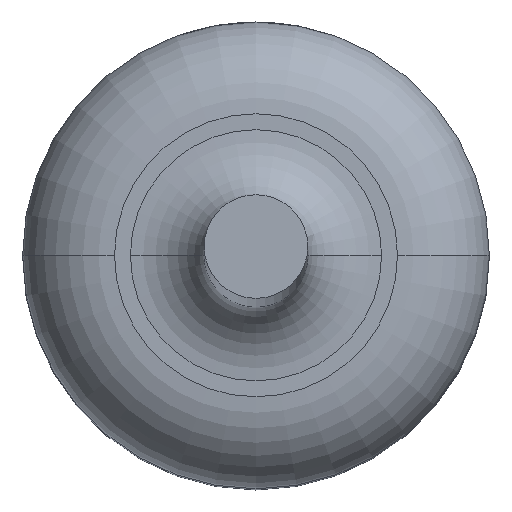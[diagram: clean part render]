
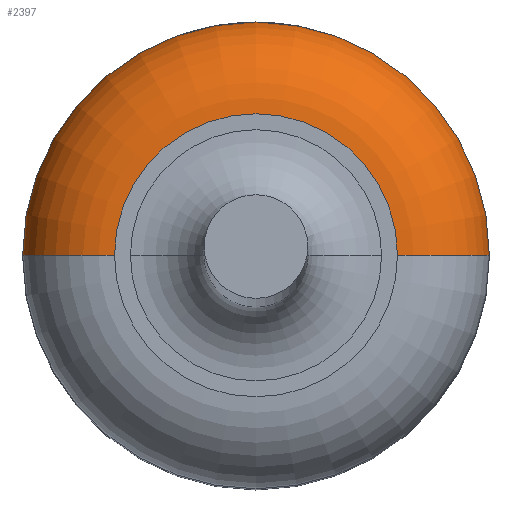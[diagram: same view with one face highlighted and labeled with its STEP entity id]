
A CAD part, top view. The second image highlights one B-rep face of the part: STEP entity #2397.
In plain terms, the highlighted toroidal (fillet/blend) face has major radius 0.731 mm and minor radius 0.474 mm.
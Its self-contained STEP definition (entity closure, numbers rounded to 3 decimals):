
#153 = CARTESIAN_POINT ( 'NONE',  ( -0.731, 0., 2.16 ) ) ;
#233 = ORIENTED_EDGE ( 'NONE', *, *, #539, .F. ) ;
#326 = CARTESIAN_POINT ( 'NONE',  ( -0.731, 0., 1.686 ) ) ;
#515 = VERTEX_POINT ( 'NONE', #2849 ) ;
#539 = EDGE_CURVE ( 'NONE', #515, #1285, #2855, .T. ) ;
#555 = DIRECTION ( 'NONE',  ( 0., -1., 0. ) ) ;
#709 = CARTESIAN_POINT ( 'NONE',  ( 0., 0., 2.16 ) ) ;
#754 = CIRCLE ( 'NONE', #1917, 0.474 ) ;
#784 = ORIENTED_EDGE ( 'NONE', *, *, #1304, .F. ) ;
#794 = CARTESIAN_POINT ( 'NONE',  ( 0.731, 0., 1.686 ) ) ;
#814 = DIRECTION ( 'NONE',  ( 0., 0., -1. ) ) ;
#830 = DIRECTION ( 'NONE',  ( 0., 0., 1. ) ) ;
#877 = DIRECTION ( 'NONE',  ( 0., 1., 0. ) ) ;
#1089 = EDGE_CURVE ( 'NONE', #3377, #1735, #1666, .T. ) ;
#1249 = DIRECTION ( 'NONE',  ( 1., 0., 0. ) ) ;
#1285 = VERTEX_POINT ( 'NONE', #2432 ) ;
#1289 = CARTESIAN_POINT ( 'NONE',  ( 0., 0., 1.686 ) ) ;
#1304 = EDGE_CURVE ( 'NONE', #1285, #3377, #754, .T. ) ;
#1371 = AXIS2_PLACEMENT_3D ( 'NONE', #326, #877, #2752 ) ;
#1666 = CIRCLE ( 'NONE', #3268, 0.731 ) ;
#1735 = VERTEX_POINT ( 'NONE', #153 ) ;
#1863 = CARTESIAN_POINT ( 'NONE',  ( 0., 0., 1.686 ) ) ;
#1906 = ORIENTED_EDGE ( 'NONE', *, *, #1089, .F. ) ;
#1909 = EDGE_CURVE ( 'NONE', #515, #1735, #3385, .T. ) ;
#1917 = AXIS2_PLACEMENT_3D ( 'NONE', #794, #555, #814 ) ;
#2057 = DIRECTION ( 'NONE',  ( 0., 0., -1. ) ) ;
#2112 = TOROIDAL_SURFACE ( 'NONE', #2245, 0.731, 0.474 ) ;
#2245 = AXIS2_PLACEMENT_3D ( 'NONE', #1863, #830, #2442 ) ;
#2276 = DIRECTION ( 'NONE',  ( 0., 0., 1. ) ) ;
#2366 = ORIENTED_EDGE ( 'NONE', *, *, #1909, .T. ) ;
#2397 = ADVANCED_FACE ( 'NONE', ( #2537 ), #2112, .T. ) ;
#2432 = CARTESIAN_POINT ( 'NONE',  ( 1.205, 0., 1.686 ) ) ;
#2442 = DIRECTION ( 'NONE',  ( 1., 0., 0. ) ) ;
#2537 = FACE_OUTER_BOUND ( 'NONE', #2785, .T. ) ;
#2752 = DIRECTION ( 'NONE',  ( -1., 0., 0. ) ) ;
#2785 = EDGE_LOOP ( 'NONE', ( #233, #2366, #1906, #784 ) ) ;
#2849 = CARTESIAN_POINT ( 'NONE',  ( -1.205, 0., 1.686 ) ) ;
#2855 = CIRCLE ( 'NONE', #3474, 1.205 ) ;
#2871 = DIRECTION ( 'NONE',  ( 1., 0., 0. ) ) ;
#2989 = CARTESIAN_POINT ( 'NONE',  ( 0.731, 0., 2.16 ) ) ;
#3268 = AXIS2_PLACEMENT_3D ( 'NONE', #709, #2276, #1249 ) ;
#3377 = VERTEX_POINT ( 'NONE', #2989 ) ;
#3385 = CIRCLE ( 'NONE', #1371, 0.474 ) ;
#3474 = AXIS2_PLACEMENT_3D ( 'NONE', #1289, #2057, #2871 ) ;
